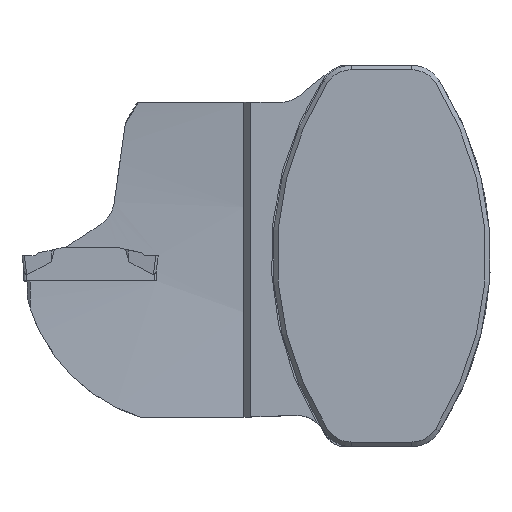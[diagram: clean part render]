
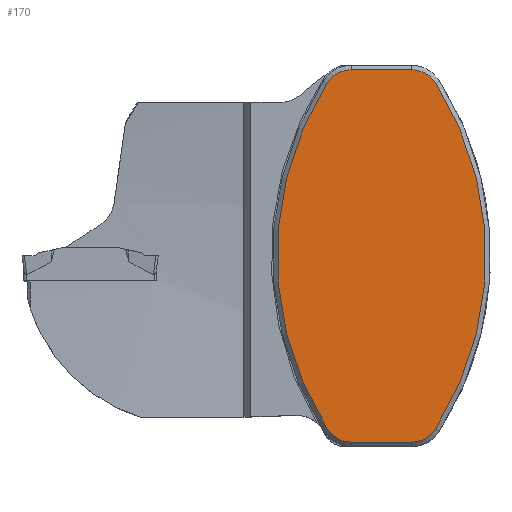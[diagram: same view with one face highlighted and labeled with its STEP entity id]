
A CAD part, top view. The second image highlights one B-rep face of the part: STEP entity #170.
In plain terms, the highlighted planar face has unit normal (0, 0, 1).
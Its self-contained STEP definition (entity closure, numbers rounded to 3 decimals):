
#128=PLANE('',#1634);
#170=ADVANCED_FACE('',(#268),#128,.T.);
#268=FACE_OUTER_BOUND('',#346,.T.);
#346=EDGE_LOOP('',(#806,#807,#808,#809,#810,#811,#812,#813));
#427=CIRCLE('',#1628,5.175);
#428=CIRCLE('',#1629,59.175);
#429=CIRCLE('',#1630,5.175);
#430=CIRCLE('',#1631,5.175);
#431=CIRCLE('',#1632,59.175);
#432=CIRCLE('',#1633,5.175);
#481=LINE('',#2407,#599);
#482=LINE('',#2415,#600);
#599=VECTOR('',#1838,1.);
#600=VECTOR('',#1845,1.);
#806=ORIENTED_EDGE('',*,*,#1352,.F.);
#807=ORIENTED_EDGE('',*,*,#1353,.F.);
#808=ORIENTED_EDGE('',*,*,#1354,.F.);
#809=ORIENTED_EDGE('',*,*,#1355,.F.);
#810=ORIENTED_EDGE('',*,*,#1356,.F.);
#811=ORIENTED_EDGE('',*,*,#1357,.F.);
#812=ORIENTED_EDGE('',*,*,#1358,.F.);
#813=ORIENTED_EDGE('',*,*,#1359,.F.);
#1197=VERTEX_POINT('',#2401);
#1198=VERTEX_POINT('',#2402);
#1199=VERTEX_POINT('',#2404);
#1200=VERTEX_POINT('',#2406);
#1201=VERTEX_POINT('',#2408);
#1202=VERTEX_POINT('',#2410);
#1203=VERTEX_POINT('',#2412);
#1204=VERTEX_POINT('',#2414);
#1352=EDGE_CURVE('',#1197,#1198,#427,.T.);
#1353=EDGE_CURVE('',#1199,#1197,#428,.T.);
#1354=EDGE_CURVE('',#1200,#1199,#429,.T.);
#1355=EDGE_CURVE('',#1201,#1200,#481,.T.);
#1356=EDGE_CURVE('',#1202,#1201,#430,.T.);
#1357=EDGE_CURVE('',#1203,#1202,#431,.T.);
#1358=EDGE_CURVE('',#1204,#1203,#432,.T.);
#1359=EDGE_CURVE('',#1198,#1204,#482,.T.);
#1628=AXIS2_PLACEMENT_3D('',#2400,#1832,#1833);
#1629=AXIS2_PLACEMENT_3D('',#2403,#1834,#1835);
#1630=AXIS2_PLACEMENT_3D('',#2405,#1836,#1837);
#1631=AXIS2_PLACEMENT_3D('',#2409,#1839,#1840);
#1632=AXIS2_PLACEMENT_3D('',#2411,#1841,#1842);
#1633=AXIS2_PLACEMENT_3D('',#2413,#1843,#1844);
#1634=AXIS2_PLACEMENT_3D('',#2416,#1846,#1847);
#1832=DIRECTION('',(0.,0.,-1.));
#1833=DIRECTION('',(0.,-1.,0.));
#1834=DIRECTION('',(0.,0.,-1.));
#1835=DIRECTION('',(0.,-1.,0.));
#1836=DIRECTION('',(0.,0.,-1.));
#1837=DIRECTION('',(0.,-1.,0.));
#1838=DIRECTION('',(1.,0.,0.));
#1839=DIRECTION('',(0.,0.,-1.));
#1840=DIRECTION('',(0.,-1.,0.));
#1841=DIRECTION('',(0.,0.,-1.));
#1842=DIRECTION('',(0.,-1.,0.));
#1843=DIRECTION('',(0.,0.,-1.));
#1844=DIRECTION('',(0.,-1.,0.));
#1845=DIRECTION('',(-1.,0.,0.));
#1846=DIRECTION('',(0.,0.,1.));
#1847=DIRECTION('',(0.,-1.,0.));
#2400=CARTESIAN_POINT('',(5.552,-29.,0.325));
#2401=CARTESIAN_POINT('',(9.918,-31.779,0.325));
#2402=CARTESIAN_POINT('',(5.552,-34.175,0.325));
#2403=CARTESIAN_POINT('',(-40.,0.,0.325));
#2404=CARTESIAN_POINT('',(9.918,31.779,0.325));
#2405=CARTESIAN_POINT('',(5.552,29.,0.325));
#2406=CARTESIAN_POINT('',(5.552,34.175,0.325));
#2407=CARTESIAN_POINT('',(0.,34.175,0.325));
#2408=CARTESIAN_POINT('',(-5.552,34.175,0.325));
#2409=CARTESIAN_POINT('',(-5.552,29.,0.325));
#2410=CARTESIAN_POINT('',(-9.918,31.779,0.325));
#2411=CARTESIAN_POINT('',(40.,0.,0.325));
#2412=CARTESIAN_POINT('',(-9.918,-31.779,0.325));
#2413=CARTESIAN_POINT('',(-5.552,-29.,0.325));
#2414=CARTESIAN_POINT('',(-5.552,-34.175,0.325));
#2415=CARTESIAN_POINT('',(0.,-34.175,0.325));
#2416=CARTESIAN_POINT('',(0.,0.,0.325));
